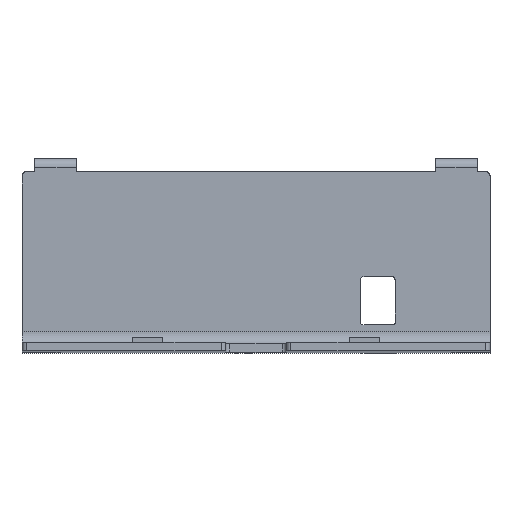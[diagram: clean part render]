
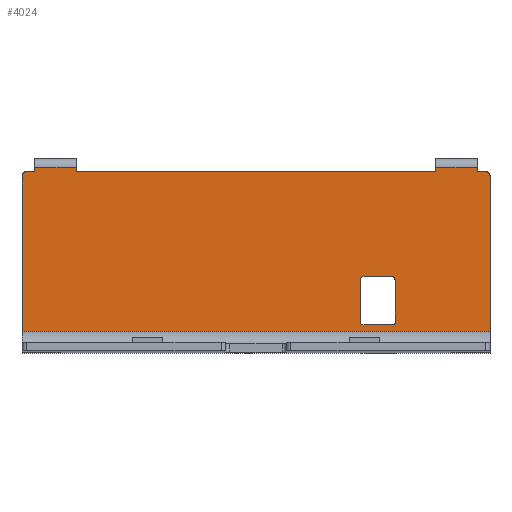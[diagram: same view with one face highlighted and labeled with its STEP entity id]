
A CAD part, front view. The second image highlights one B-rep face of the part: STEP entity #4024.
In plain terms, the highlighted planar face has unit normal (0, -1, 0).
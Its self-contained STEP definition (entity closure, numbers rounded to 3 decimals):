
#689=DIRECTION('',(0.,0.,1.));
#690=VECTOR('',#689,17.892);
#691=CARTESIAN_POINT('',(-26.9,-1.,-20.436));
#692=LINE('',#691,#690);
#733=DIRECTION('',(1.,0.,0.));
#734=VECTOR('',#733,53.8);
#735=CARTESIAN_POINT('',(-26.9,-1.,-2.544));
#736=LINE('',#735,#734);
#747=DIRECTION('',(0.,0.,1.));
#748=VECTOR('',#747,17.892);
#749=CARTESIAN_POINT('',(26.9,-1.,-20.436));
#750=LINE('',#749,#748);
#754=CARTESIAN_POINT('',(26.4,-1.,-20.436));
#755=DIRECTION('',(0.,-1.,0.));
#756=DIRECTION('',(0.,0.,-1.));
#757=AXIS2_PLACEMENT_3D('',#754,#755,#756);
#762=DIRECTION('',(0.,0.,1.));
#763=VECTOR('',#762,0.5);
#764=CARTESIAN_POINT('',(25.45,-1.,-21.436));
#765=LINE('',#764,#763);
#769=DIRECTION('',(0.,0.,1.));
#770=VECTOR('',#769,0.5);
#771=CARTESIAN_POINT('',(-20.65,-1.,-21.436));
#772=LINE('',#771,#770);
#776=CARTESIAN_POINT('',(-26.4,-1.,-20.436));
#777=DIRECTION('',(0.,-1.,0.));
#778=DIRECTION('',(-1.,0.,0.));
#779=AXIS2_PLACEMENT_3D('',#776,#777,#778);
#784=DIRECTION('',(1.,0.,0.));
#785=VECTOR('',#784,3.4);
#786=CARTESIAN_POINT('',(-15.7,-1.,-3.336));
#787=LINE('',#786,#785);
#791=CARTESIAN_POINT('',(-15.7,-1.,-3.636));
#792=DIRECTION('',(0.,1.,0.));
#793=DIRECTION('',(-1.,0.,0.));
#794=AXIS2_PLACEMENT_3D('',#791,#792,#793);
#799=DIRECTION('',(0.,0.,1.));
#800=VECTOR('',#799,4.776);
#801=CARTESIAN_POINT('',(-16.,-1.,-8.411));
#802=LINE('',#801,#800);
#806=CARTESIAN_POINT('',(-12.3,-1.,-3.636));
#807=DIRECTION('',(0.,1.,0.));
#808=DIRECTION('',(0.,0.,1.));
#809=AXIS2_PLACEMENT_3D('',#806,#807,#808);
#1293=DIRECTION('',(-1.,0.,0.));
#1294=VECTOR('',#1293,0.95);
#1295=CARTESIAN_POINT('',(-25.45,-1.,-20.936));
#1296=LINE('',#1295,#1294);
#1314=DIRECTION('',(-1.,0.,0.));
#1315=VECTOR('',#1314,41.3);
#1316=CARTESIAN_POINT('',(20.65,-1.,-20.936));
#1317=LINE('',#1316,#1315);
#1328=DIRECTION('',(-1.,0.,0.));
#1329=VECTOR('',#1328,0.95);
#1330=CARTESIAN_POINT('',(26.4,-1.,-20.936));
#1331=LINE('',#1330,#1329);
#1364=DIRECTION('',(0.,0.,1.));
#1365=VECTOR('',#1364,0.5);
#1366=CARTESIAN_POINT('',(-25.45,-1.,-21.436));
#1367=LINE('',#1366,#1365);
#1497=DIRECTION('',(-1.,0.,0.));
#1498=VECTOR('',#1497,4.8);
#1499=CARTESIAN_POINT('',(-20.65,-1.,-21.436));
#1500=LINE('',#1499,#1498);
#1554=DIRECTION('',(0.,0.,1.));
#1555=VECTOR('',#1554,0.5);
#1556=CARTESIAN_POINT('',(20.65,-1.,-21.436));
#1557=LINE('',#1556,#1555);
#1636=DIRECTION('',(-1.,0.,0.));
#1637=VECTOR('',#1636,4.8);
#1638=CARTESIAN_POINT('',(25.45,-1.,-21.436));
#1639=LINE('',#1638,#1637);
#1750=DIRECTION('',(1.,0.,0.));
#1751=VECTOR('',#1750,3.4);
#1752=CARTESIAN_POINT('',(-15.7,-1.,-8.836));
#1753=LINE('',#1752,#1751);
#1757=CARTESIAN_POINT('',(-16.,-1.,-8.411));
#1758=CARTESIAN_POINT('',(-16.,-1.,-8.532));
#1759=CARTESIAN_POINT('',(-15.956,-1.,-8.669));
#1760=CARTESIAN_POINT('',(-15.841,-1.,-8.796));
#1761=CARTESIAN_POINT('',(-15.76,-1.,-8.836));
#1762=CARTESIAN_POINT('',(-15.7,-1.,-8.836));
#1833=DIRECTION('',(0.,0.,1.));
#1834=VECTOR('',#1833,4.776);
#1835=CARTESIAN_POINT('',(-12.,-1.,-8.411));
#1836=LINE('',#1835,#1834);
#1847=CARTESIAN_POINT('',(-12.3,-1.,-8.836));
#1848=CARTESIAN_POINT('',(-12.24,-1.,-8.836));
#1849=CARTESIAN_POINT('',(-12.159,-1.,-8.796));
#1850=CARTESIAN_POINT('',(-12.044,-1.,-8.669));
#1851=CARTESIAN_POINT('',(-12.,-1.,-8.532));
#1852=CARTESIAN_POINT('',(-12.,-1.,-8.411));
#3050=CARTESIAN_POINT('',(-12.3,-1.,-8.836));
#3052=VERTEX_POINT('',#3050);
#3077=CARTESIAN_POINT('',(-26.9,-1.,-20.436));
#3078=CARTESIAN_POINT('',(-26.4,-1.,-20.936));
#3079=VERTEX_POINT('',#3077);
#3080=VERTEX_POINT('',#3078);
#3113=CARTESIAN_POINT('',(-20.65,-1.,-21.436));
#3114=CARTESIAN_POINT('',(-20.65,-1.,-20.936));
#3115=VERTEX_POINT('',#3113);
#3116=VERTEX_POINT('',#3114);
#3117=CARTESIAN_POINT('',(-15.7,-1.,-8.836));
#3119=VERTEX_POINT('',#3117);
#3125=CARTESIAN_POINT('',(26.4,-1.,-20.936));
#3126=CARTESIAN_POINT('',(26.9,-1.,-20.436));
#3127=VERTEX_POINT('',#3125);
#3128=VERTEX_POINT('',#3126);
#3183=CARTESIAN_POINT('',(26.9,-1.,-2.544));
#3184=VERTEX_POINT('',#3183);
#3187=CARTESIAN_POINT('',(-26.9,-1.,-2.544));
#3189=VERTEX_POINT('',#3187);
#3199=CARTESIAN_POINT('',(-25.45,-1.,-20.936));
#3200=VERTEX_POINT('',#3199);
#3201=CARTESIAN_POINT('',(-16.,-1.,-3.636));
#3202=CARTESIAN_POINT('',(-15.7,-1.,-3.336));
#3203=VERTEX_POINT('',#3201);
#3204=VERTEX_POINT('',#3202);
#3223=CARTESIAN_POINT('',(-25.45,-1.,-21.436));
#3224=VERTEX_POINT('',#3223);
#3225=CARTESIAN_POINT('',(-16.,-1.,-8.411));
#3227=VERTEX_POINT('',#3225);
#3229=CARTESIAN_POINT('',(20.65,-1.,-20.936));
#3231=VERTEX_POINT('',#3229);
#3241=CARTESIAN_POINT('',(25.45,-1.,-21.436));
#3243=VERTEX_POINT('',#3241);
#3281=CARTESIAN_POINT('',(25.45,-1.,-20.936));
#3282=VERTEX_POINT('',#3281);
#3306=CARTESIAN_POINT('',(-12.3,-1.,-3.336));
#3307=CARTESIAN_POINT('',(-12.,-1.,-3.636));
#3308=VERTEX_POINT('',#3306);
#3309=VERTEX_POINT('',#3307);
#3320=CARTESIAN_POINT('',(20.65,-1.,-21.436));
#3321=VERTEX_POINT('',#3320);
#3346=CARTESIAN_POINT('',(-12.,-1.,-8.411));
#3347=VERTEX_POINT('',#3346);
#3973=CARTESIAN_POINT('',(-26.9,-1.,-20.936));
#3974=DIRECTION('',(0.,-1.,0.));
#3975=DIRECTION('',(0.,0.,-1.));
#3976=AXIS2_PLACEMENT_3D('',#3973,#3974,#3975);
#3977=PLANE('',#3976);
#3978=ORIENTED_EDGE('',*,*,#3930,.T.);
#3979=ORIENTED_EDGE('',*,*,#3957,.T.);
#3981=ORIENTED_EDGE('',*,*,#3980,.F.);
#3983=ORIENTED_EDGE('',*,*,#3982,.F.);
#3985=ORIENTED_EDGE('',*,*,#3984,.T.);
#3987=ORIENTED_EDGE('',*,*,#3986,.F.);
#3989=ORIENTED_EDGE('',*,*,#3988,.T.);
#3991=ORIENTED_EDGE('',*,*,#3990,.T.);
#3993=ORIENTED_EDGE('',*,*,#3992,.T.);
#3995=ORIENTED_EDGE('',*,*,#3994,.F.);
#3997=ORIENTED_EDGE('',*,*,#3996,.T.);
#3999=ORIENTED_EDGE('',*,*,#3998,.T.);
#4001=ORIENTED_EDGE('',*,*,#4000,.T.);
#4003=ORIENTED_EDGE('',*,*,#4002,.F.);
#4004=EDGE_LOOP('',(#3978,#3979,#3981,#3983,#3985,#3987,#3989,#3991,#3993,#3995,
#3997,#3999,#4001,#4003));
#4005=FACE_OUTER_BOUND('',#4004,.F.);
#4007=ORIENTED_EDGE('',*,*,#4006,.F.);
#4009=ORIENTED_EDGE('',*,*,#4008,.F.);
#4011=ORIENTED_EDGE('',*,*,#4010,.F.);
#4013=ORIENTED_EDGE('',*,*,#4012,.T.);
#4015=ORIENTED_EDGE('',*,*,#4014,.T.);
#4017=ORIENTED_EDGE('',*,*,#4016,.T.);
#4019=ORIENTED_EDGE('',*,*,#4018,.T.);
#4021=ORIENTED_EDGE('',*,*,#4020,.F.);
#4022=EDGE_LOOP('',(#4007,#4009,#4011,#4013,#4015,#4017,#4019,#4021));
#4023=FACE_BOUND('',#4022,.F.);
#758=CIRCLE('',#757,0.5);
#780=CIRCLE('',#779,0.5);
#795=CIRCLE('',#794,0.3);
#810=CIRCLE('',#809,0.3);
#1763=B_SPLINE_CURVE_WITH_KNOTS('',3,(#1757,#1758,#1759,#1760,#1761,#1762),
.UNSPECIFIED.,.F.,.F.,(4,1,1,4),(0.,0.5,0.75,1.),.UNSPECIFIED.);
#1853=B_SPLINE_CURVE_WITH_KNOTS('',3,(#1847,#1848,#1849,#1850,#1851,#1852),
.UNSPECIFIED.,.F.,.F.,(4,1,1,4),(0.,0.25,0.5,1.),.UNSPECIFIED.);
#3930=EDGE_CURVE('',#3079,#3189,#692,.T.);
#3957=EDGE_CURVE('',#3189,#3184,#736,.T.);
#3980=EDGE_CURVE('',#3128,#3184,#750,.T.);
#3982=EDGE_CURVE('',#3127,#3128,#758,.T.);
#3984=EDGE_CURVE('',#3127,#3282,#1331,.T.);
#3986=EDGE_CURVE('',#3243,#3282,#765,.T.);
#3988=EDGE_CURVE('',#3243,#3321,#1639,.T.);
#3990=EDGE_CURVE('',#3321,#3231,#1557,.T.);
#3992=EDGE_CURVE('',#3231,#3116,#1317,.T.);
#3994=EDGE_CURVE('',#3115,#3116,#772,.T.);
#3996=EDGE_CURVE('',#3115,#3224,#1500,.T.);
#3998=EDGE_CURVE('',#3224,#3200,#1367,.T.);
#4000=EDGE_CURVE('',#3200,#3080,#1296,.T.);
#4002=EDGE_CURVE('',#3079,#3080,#780,.T.);
#4006=EDGE_CURVE('',#3204,#3308,#787,.T.);
#4008=EDGE_CURVE('',#3203,#3204,#795,.T.);
#4010=EDGE_CURVE('',#3227,#3203,#802,.T.);
#4012=EDGE_CURVE('',#3227,#3119,#1763,.T.);
#4014=EDGE_CURVE('',#3119,#3052,#1753,.T.);
#4016=EDGE_CURVE('',#3052,#3347,#1853,.T.);
#4018=EDGE_CURVE('',#3347,#3309,#1836,.T.);
#4020=EDGE_CURVE('',#3308,#3309,#810,.T.);
#4024=ADVANCED_FACE('',(#4005,#4023),#3977,.T.);
